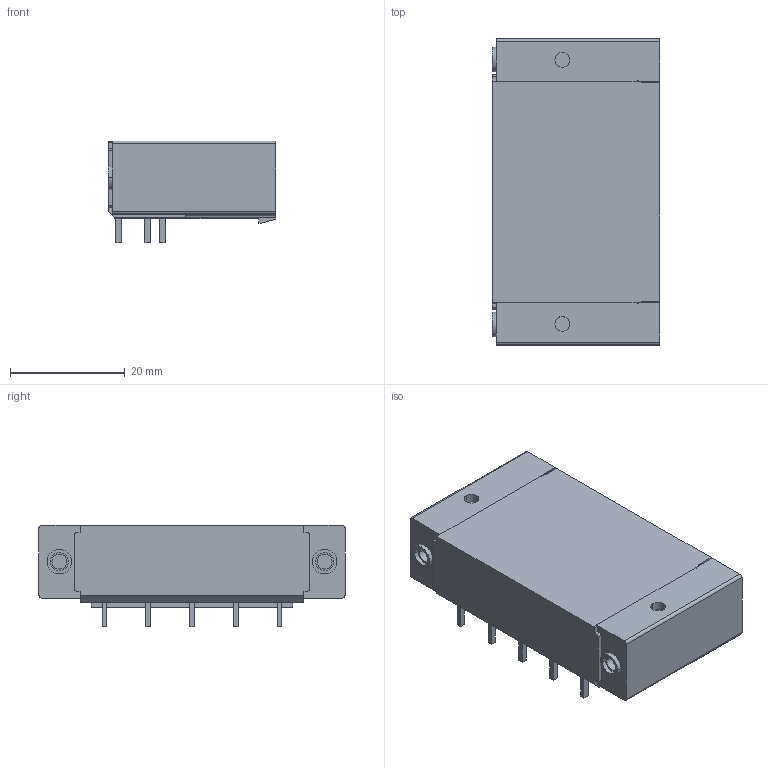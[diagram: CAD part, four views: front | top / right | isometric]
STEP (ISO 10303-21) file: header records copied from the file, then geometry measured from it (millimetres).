
FILE_DESCRIPTION((''),'2;1');
FILE_NAME('TLPHW-501RL','2024-09-12T14:02:36',('sheji'),(''),'CREO PARAMETRIC BY PTC INC, 2018100','CREO PARAMETRIC BY PTC INC, 2018100','');
FILE_SCHEMA(('CONFIG_CONTROL_DESIGN'));
Length unit declared in the file: millimetre
Products named in the file (1): TLPHW-501RL
Bounding box: 29.25 x 53.34 x 17.77 mm (x, y, z)
Volume: 14674.6 mm3; surface area: 10097.1 mm2
Topology: 1 solids, 1 shells, 514 faces, 1413 edges, 934 vertices
Faces by surface type: plane 383, cylinder 129, cone 2
Entity records: 16260 total; most frequent: CARTESIAN_POINT 2900, ORIENTED_EDGE 2826, DIRECTION 2687, EDGE_CURVE 1413, VECTOR 1151, LINE 1151, VERTEX_POINT 934, AXIS2_PLACEMENT_3D 768
